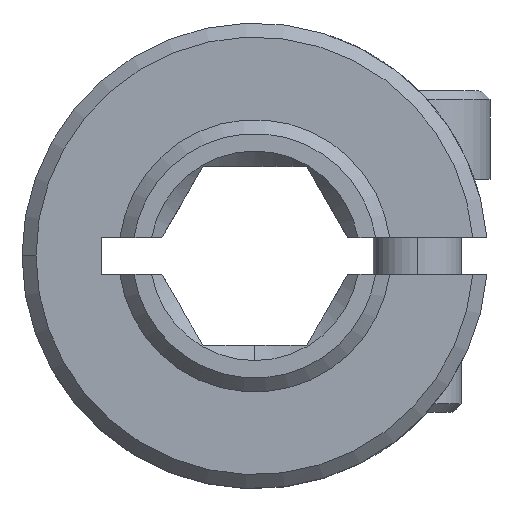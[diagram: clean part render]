
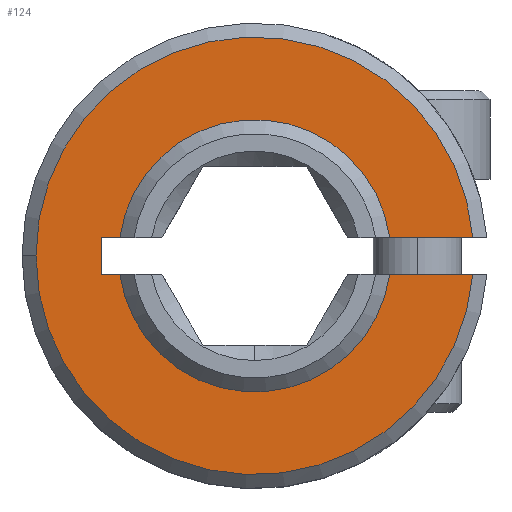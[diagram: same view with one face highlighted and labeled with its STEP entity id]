
A CAD part, top view. The second image highlights one B-rep face of the part: STEP entity #124.
In plain terms, the highlighted planar face has unit normal (0, 0, 1).
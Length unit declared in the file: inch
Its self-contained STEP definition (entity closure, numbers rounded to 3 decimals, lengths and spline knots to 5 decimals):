
#16 = ORIENTED_EDGE ( 'NONE', *, *, #491, .T. ) ;
#27 = DIRECTION ( 'NONE',  ( 1., 0., 0. ) ) ;
#35 = CARTESIAN_POINT ( 'NONE',  ( 0., 0.03937, 0.47 ) ) ;
#49 = CARTESIAN_POINT ( 'NONE',  ( -0.47, 0., 0.47 ) ) ;
#84 = DIRECTION ( 'NONE',  ( 1., 0., 0. ) ) ;
#124 = ADVANCED_FACE ( 'NONE', ( #671 ), #656, .T. ) ;
#164 = EDGE_CURVE ( 'NONE', #1435, #1087, #1398, .T. ) ;
#231 = ORIENTED_EDGE ( 'NONE', *, *, #164, .F. ) ;
#275 = ORIENTED_EDGE ( 'NONE', *, *, #354, .T. ) ;
#280 = DIRECTION ( 'NONE',  ( 1., 0., 0. ) ) ;
#305 = VECTOR ( 'NONE', #1327, 39.37008 ) ;
#313 = VERTEX_POINT ( 'NONE', #1878 ) ;
#354 = EDGE_CURVE ( 'NONE', #1435, #869, #1665, .T. ) ;
#367 = CARTESIAN_POINT ( 'NONE',  ( -0.33, 0.03937, 0.47 ) ) ;
#491 = EDGE_CURVE ( 'NONE', #2124, #1589, #1696, .T. ) ;
#494 = AXIS2_PLACEMENT_3D ( 'NONE', #1985, #611, #27 ) ;
#513 = CARTESIAN_POINT ( 'NONE',  ( 0., 0., 0.47 ) ) ;
#522 = CARTESIAN_POINT ( 'NONE',  ( 0., 0.03937, 0.47 ) ) ;
#536 = ORIENTED_EDGE ( 'NONE', *, *, #1590, .T. ) ;
#541 = AXIS2_PLACEMENT_3D ( 'NONE', #513, #876, #697 ) ;
#544 = CARTESIAN_POINT ( 'NONE',  ( 0.28984, 0.03937, 0.47 ) ) ;
#545 = DIRECTION ( 'NONE',  ( 1., 0., 0. ) ) ;
#546 = CARTESIAN_POINT ( 'NONE',  ( 0.28984, -0.03937, 0.47 ) ) ;
#556 = VECTOR ( 'NONE', #962, 39.37008 ) ;
#592 = CARTESIAN_POINT ( 'NONE',  ( 0., -0.03937, 0.47 ) ) ;
#611 = DIRECTION ( 'NONE',  ( 0., 0., -1. ) ) ;
#619 = DIRECTION ( 'NONE',  ( 1., 0., 0. ) ) ;
#643 = VERTEX_POINT ( 'NONE', #544 ) ;
#656 = PLANE ( 'NONE',  #1982 ) ;
#671 = FACE_OUTER_BOUND ( 'NONE', #1439, .T. ) ;
#682 = ORIENTED_EDGE ( 'NONE', *, *, #1234, .T. ) ;
#697 = DIRECTION ( 'NONE',  ( 1., 0., 0. ) ) ;
#717 = ORIENTED_EDGE ( 'NONE', *, *, #901, .T. ) ;
#838 = DIRECTION ( 'NONE',  ( 1., 0., 0. ) ) ;
#869 = VERTEX_POINT ( 'NONE', #367 ) ;
#870 = CARTESIAN_POINT ( 'NONE',  ( -0.33, -0.03937, 0.47 ) ) ;
#876 = DIRECTION ( 'NONE',  ( 0., 0., 1. ) ) ;
#880 = ORIENTED_EDGE ( 'NONE', *, *, #2424, .T. ) ;
#895 = VECTOR ( 'NONE', #2147, 39.37008 ) ;
#901 = EDGE_CURVE ( 'NONE', #313, #643, #1942, .T. ) ;
#904 = ORIENTED_EDGE ( 'NONE', *, *, #1833, .T. ) ;
#962 = DIRECTION ( 'NONE',  ( 1., 0., 0. ) ) ;
#1006 = VERTEX_POINT ( 'NONE', #1399 ) ;
#1018 = CARTESIAN_POINT ( 'NONE',  ( 0., 0., 0.47 ) ) ;
#1040 = CARTESIAN_POINT ( 'NONE',  ( 0., -0.03937, 0.47 ) ) ;
#1087 = VERTEX_POINT ( 'NONE', #1480 ) ;
#1129 = EDGE_CURVE ( 'NONE', #1991, #1006, #1882, .T. ) ;
#1234 = EDGE_CURVE ( 'NONE', #1991, #1087, #2438, .T. ) ;
#1250 = ORIENTED_EDGE ( 'NONE', *, *, #1129, .F. ) ;
#1327 = DIRECTION ( 'NONE',  ( 0., 1., 0. ) ) ;
#1333 = VECTOR ( 'NONE', #545, 39.37008 ) ;
#1362 = DIRECTION ( 'NONE',  ( 0., 0., 1. ) ) ;
#1385 = DIRECTION ( 'NONE',  ( 0., 0., 1. ) ) ;
#1386 = DIRECTION ( 'NONE',  ( 0., 0., -1. ) ) ;
#1398 = LINE ( 'NONE', #1040, #1499 ) ;
#1399 = CARTESIAN_POINT ( 'NONE',  ( 0.46835, -0.03937, 0.47 ) ) ;
#1412 = CARTESIAN_POINT ( 'NONE',  ( 0., 0., 0.47 ) ) ;
#1435 = VERTEX_POINT ( 'NONE', #870 ) ;
#1439 = EDGE_LOOP ( 'NONE', ( #1250, #682, #231, #275, #536, #717, #880, #16, #904 ) ) ;
#1480 = CARTESIAN_POINT ( 'NONE',  ( -0.28984, -0.03937, 0.47 ) ) ;
#1499 = VECTOR ( 'NONE', #84, 39.37008 ) ;
#1534 = AXIS2_PLACEMENT_3D ( 'NONE', #1018, #1362, #619 ) ;
#1585 = CARTESIAN_POINT ( 'NONE',  ( 0.46835, 0.03937, 0.47 ) ) ;
#1589 = VERTEX_POINT ( 'NONE', #49 ) ;
#1590 = EDGE_CURVE ( 'NONE', #869, #313, #1749, .T. ) ;
#1665 = LINE ( 'NONE', #2266, #305 ) ;
#1696 = CIRCLE ( 'NONE', #1534, 0.47 ) ;
#1700 = AXIS2_PLACEMENT_3D ( 'NONE', #1412, #1386, #838 ) ;
#1749 = LINE ( 'NONE', #35, #895 ) ;
#1833 = EDGE_CURVE ( 'NONE', #1589, #1006, #2325, .T. ) ;
#1878 = CARTESIAN_POINT ( 'NONE',  ( -0.28984, 0.03937, 0.47 ) ) ;
#1882 = LINE ( 'NONE', #592, #556 ) ;
#1942 = CIRCLE ( 'NONE', #1700, 0.2925 ) ;
#1982 = AXIS2_PLACEMENT_3D ( 'NONE', #2333, #1385, #280 ) ;
#1985 = CARTESIAN_POINT ( 'NONE',  ( 0., 0., 0.47 ) ) ;
#1991 = VERTEX_POINT ( 'NONE', #546 ) ;
#2076 = LINE ( 'NONE', #522, #1333 ) ;
#2124 = VERTEX_POINT ( 'NONE', #1585 ) ;
#2147 = DIRECTION ( 'NONE',  ( 1., 0., 0. ) ) ;
#2266 = CARTESIAN_POINT ( 'NONE',  ( -0.33, 0., 0.47 ) ) ;
#2325 = CIRCLE ( 'NONE', #541, 0.47 ) ;
#2333 = CARTESIAN_POINT ( 'NONE',  ( 0., 0., 0.47 ) ) ;
#2424 = EDGE_CURVE ( 'NONE', #643, #2124, #2076, .T. ) ;
#2438 = CIRCLE ( 'NONE', #494, 0.2925 ) ;
